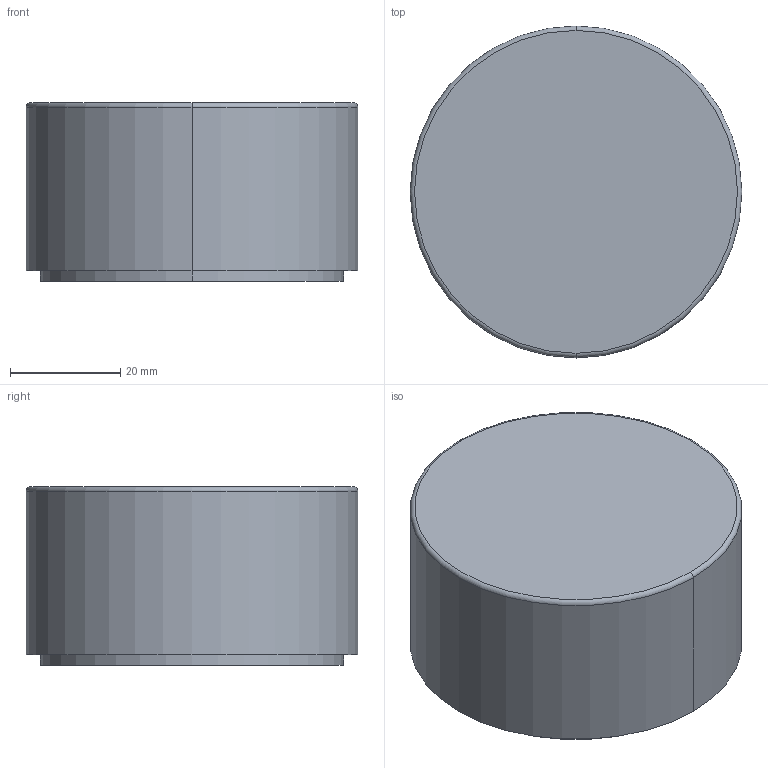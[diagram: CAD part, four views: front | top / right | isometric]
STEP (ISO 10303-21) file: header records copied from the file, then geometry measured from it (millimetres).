
FILE_DESCRIPTION (( 'STEP AP214' ), '1' );
FILE_NAME ('36210740.STEP', '2022-01-03T10:52:13', ( '' ), ( '' ), 'SwSTEP 2.0', 'SolidWorks 2020', '' );
FILE_SCHEMA (( 'AUTOMOTIVE_DESIGN' ));
Length unit declared in the file: millimetre
Products named in the file (3): 36210740; Planungsmodell_Griff-+-22.901.780-02_ _K5 60,2x 30,50; Planungsmodell_Rohr_gerade-+-28.568.780-10_ _K431_55x1,9
Assembly tree (2 placements, depth 2):
  36210740
    Planungsmodell_Griff-+-22.901.780-02_ _K5 60,2x 30,50
    Planungsmodell_Rohr_gerade-+-28.568.780-10_ _K431_55x1,9
Bounding box: 60.2 x 60.2 x 32.4 mm (x, y, z)
Volume: 91641.8 mm3; surface area: 16536 mm2
Topology: 2 solids, 2 shells, 13 faces, 22 edges, 14 vertices
Faces by surface type: cylinder 6, plane 5, torus 2
Entity records: 437 total; most frequent: DIRECTION 74, CARTESIAN_POINT 54, ORIENTED_EDGE 44, AXIS2_PLACEMENT_3D 34, EDGE_CURVE 22, CIRCLE 16, EDGE_LOOP 14, VERTEX_POINT 14
